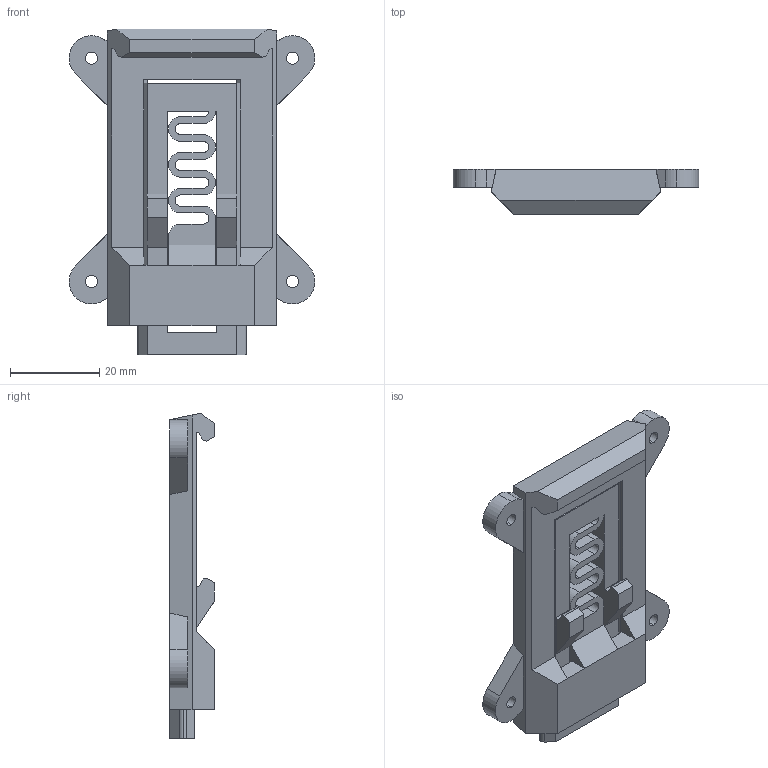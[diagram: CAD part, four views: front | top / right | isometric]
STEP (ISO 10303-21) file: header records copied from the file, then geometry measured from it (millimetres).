
FILE_DESCRIPTION (( 'STEP AP214' ), '1' );
FILE_NAME ('OPiZero3-DIN-adapter.STEP', '2024-02-05T00:14:38', ( '' ), ( '' ), 'SwSTEP 2.0', 'SolidWorks 2023', '' );
FILE_SCHEMA (( 'AUTOMOTIVE_DESIGN' ));
Length unit declared in the file: millimetre
Products named in the file (1): OPiZero3-DIN-adapter
Bounding box: 54.98 x 10 x 72.84 mm (x, y, z)
Volume: 17538.7 mm3; surface area: 11606.2 mm2
Topology: 1 solids, 1 shells, 130 faces, 385 edges, 254 vertices
Faces by surface type: plane 94, cylinder 36
Entity records: 4364 total; most frequent: ORIENTED_EDGE 770, CARTESIAN_POINT 770, DIRECTION 719, EDGE_CURVE 385, LINE 313, VECTOR 313, VERTEX_POINT 254, AXIS2_PLACEMENT_3D 203
